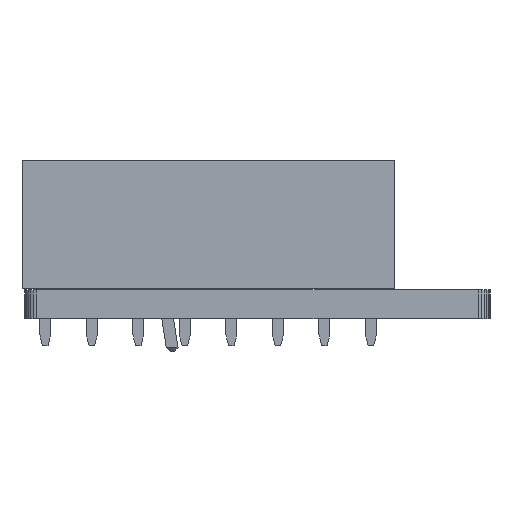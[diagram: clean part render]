
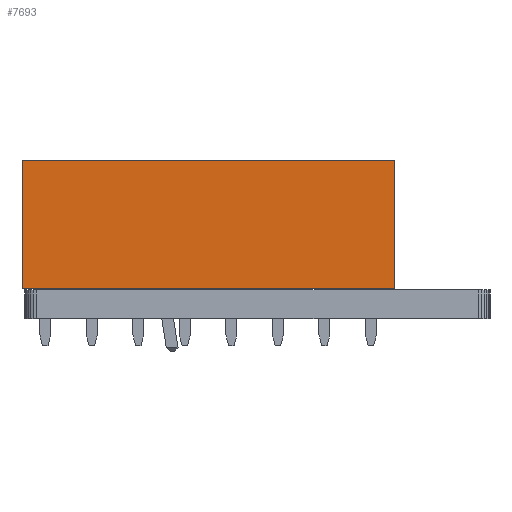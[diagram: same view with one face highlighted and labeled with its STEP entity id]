
A CAD part, front view. The second image highlights one B-rep face of the part: STEP entity #7693.
In plain terms, the highlighted face is planar.
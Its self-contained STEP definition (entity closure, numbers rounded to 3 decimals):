
#7693 = ADVANCED_FACE('',(#7694),#7708,.F.);
#7694 = FACE_BOUND('',#7695,.F.);
#7695 = EDGE_LOOP('',(#7696,#7731,#7759,#7787));
#7696 = ORIENTED_EDGE('',*,*,#7697,.T.);
#7697 = EDGE_CURVE('',#7698,#7700,#7702,.T.);
#7698 = VERTEX_POINT('',#7699);
#7699 = CARTESIAN_POINT('',(1.27,-19.05,0.));
#7700 = VERTEX_POINT('',#7701);
#7701 = CARTESIAN_POINT('',(1.27,-19.05,7.));
#7702 = SURFACE_CURVE('',#7703,(#7707,#7719),.PCURVE_S1.);
#7703 = LINE('',#7704,#7705);
#7704 = CARTESIAN_POINT('',(1.27,-19.05,0.));
#7705 = VECTOR('',#7706,1.);
#7706 = DIRECTION('',(0.,0.,1.));
#7707 = PCURVE('',#7708,#7713);
#7708 = PLANE('',#7709);
#7709 = AXIS2_PLACEMENT_3D('',#7710,#7711,#7712);
#7710 = CARTESIAN_POINT('',(1.27,-19.05,0.));
#7711 = DIRECTION('',(-1.,0.,0.));
#7712 = DIRECTION('',(0.,1.,0.));
#7713 = DEFINITIONAL_REPRESENTATION('',(#7714),#7718);
#7714 = LINE('',#7715,#7716);
#7715 = CARTESIAN_POINT('',(0.,0.));
#7716 = VECTOR('',#7717,1.);
#7717 = DIRECTION('',(0.,-1.));
#7718 = ( GEOMETRIC_REPRESENTATION_CONTEXT(2) 
PARAMETRIC_REPRESENTATION_CONTEXT() REPRESENTATION_CONTEXT('2D SPACE',''
  ) );
#7719 = PCURVE('',#7720,#7725);
#7720 = PLANE('',#7721);
#7721 = AXIS2_PLACEMENT_3D('',#7722,#7723,#7724);
#7722 = CARTESIAN_POINT('',(-1.27,-19.05,0.));
#7723 = DIRECTION('',(0.,1.,0.));
#7724 = DIRECTION('',(1.,0.,0.));
#7725 = DEFINITIONAL_REPRESENTATION('',(#7726),#7730);
#7726 = LINE('',#7727,#7728);
#7727 = CARTESIAN_POINT('',(2.54,0.));
#7728 = VECTOR('',#7729,1.);
#7729 = DIRECTION('',(0.,-1.));
#7730 = ( GEOMETRIC_REPRESENTATION_CONTEXT(2) 
PARAMETRIC_REPRESENTATION_CONTEXT() REPRESENTATION_CONTEXT('2D SPACE',''
  ) );
#7731 = ORIENTED_EDGE('',*,*,#7732,.T.);
#7732 = EDGE_CURVE('',#7700,#7733,#7735,.T.);
#7733 = VERTEX_POINT('',#7734);
#7734 = CARTESIAN_POINT('',(1.27,1.27,7.));
#7735 = SURFACE_CURVE('',#7736,(#7740,#7747),.PCURVE_S1.);
#7736 = LINE('',#7737,#7738);
#7737 = CARTESIAN_POINT('',(1.27,-19.05,7.));
#7738 = VECTOR('',#7739,1.);
#7739 = DIRECTION('',(0.,1.,0.));
#7740 = PCURVE('',#7708,#7741);
#7741 = DEFINITIONAL_REPRESENTATION('',(#7742),#7746);
#7742 = LINE('',#7743,#7744);
#7743 = CARTESIAN_POINT('',(0.,-7.));
#7744 = VECTOR('',#7745,1.);
#7745 = DIRECTION('',(1.,0.));
#7746 = ( GEOMETRIC_REPRESENTATION_CONTEXT(2) 
PARAMETRIC_REPRESENTATION_CONTEXT() REPRESENTATION_CONTEXT('2D SPACE',''
  ) );
#7747 = PCURVE('',#7748,#7753);
#7748 = PLANE('',#7749);
#7749 = AXIS2_PLACEMENT_3D('',#7750,#7751,#7752);
#7750 = CARTESIAN_POINT('',(1.27,-19.05,7.));
#7751 = DIRECTION('',(-0.,0.,-1.));
#7752 = DIRECTION('',(0.,-1.,-0.));
#7753 = DEFINITIONAL_REPRESENTATION('',(#7754),#7758);
#7754 = LINE('',#7755,#7756);
#7755 = CARTESIAN_POINT('',(0.,0.));
#7756 = VECTOR('',#7757,1.);
#7757 = DIRECTION('',(-1.,0.));
#7758 = ( GEOMETRIC_REPRESENTATION_CONTEXT(2) 
PARAMETRIC_REPRESENTATION_CONTEXT() REPRESENTATION_CONTEXT('2D SPACE',''
  ) );
#7759 = ORIENTED_EDGE('',*,*,#7760,.F.);
#7760 = EDGE_CURVE('',#7761,#7733,#7763,.T.);
#7761 = VERTEX_POINT('',#7762);
#7762 = CARTESIAN_POINT('',(1.27,1.27,0.));
#7763 = SURFACE_CURVE('',#7764,(#7768,#7775),.PCURVE_S1.);
#7764 = LINE('',#7765,#7766);
#7765 = CARTESIAN_POINT('',(1.27,1.27,0.));
#7766 = VECTOR('',#7767,1.);
#7767 = DIRECTION('',(0.,0.,1.));
#7768 = PCURVE('',#7708,#7769);
#7769 = DEFINITIONAL_REPRESENTATION('',(#7770),#7774);
#7770 = LINE('',#7771,#7772);
#7771 = CARTESIAN_POINT('',(20.32,0.));
#7772 = VECTOR('',#7773,1.);
#7773 = DIRECTION('',(0.,-1.));
#7774 = ( GEOMETRIC_REPRESENTATION_CONTEXT(2) 
PARAMETRIC_REPRESENTATION_CONTEXT() REPRESENTATION_CONTEXT('2D SPACE',''
  ) );
#7775 = PCURVE('',#7776,#7781);
#7776 = PLANE('',#7777);
#7777 = AXIS2_PLACEMENT_3D('',#7778,#7779,#7780);
#7778 = CARTESIAN_POINT('',(1.27,1.27,0.));
#7779 = DIRECTION('',(0.,-1.,0.));
#7780 = DIRECTION('',(-1.,0.,0.));
#7781 = DEFINITIONAL_REPRESENTATION('',(#7782),#7786);
#7782 = LINE('',#7783,#7784);
#7783 = CARTESIAN_POINT('',(0.,0.));
#7784 = VECTOR('',#7785,1.);
#7785 = DIRECTION('',(0.,-1.));
#7786 = ( GEOMETRIC_REPRESENTATION_CONTEXT(2) 
PARAMETRIC_REPRESENTATION_CONTEXT() REPRESENTATION_CONTEXT('2D SPACE',''
  ) );
#7787 = ORIENTED_EDGE('',*,*,#7788,.F.);
#7788 = EDGE_CURVE('',#7698,#7761,#7789,.T.);
#7789 = SURFACE_CURVE('',#7790,(#7794,#7801),.PCURVE_S1.);
#7790 = LINE('',#7791,#7792);
#7791 = CARTESIAN_POINT('',(1.27,-19.05,0.));
#7792 = VECTOR('',#7793,1.);
#7793 = DIRECTION('',(0.,1.,0.));
#7794 = PCURVE('',#7708,#7795);
#7795 = DEFINITIONAL_REPRESENTATION('',(#7796),#7800);
#7796 = LINE('',#7797,#7798);
#7797 = CARTESIAN_POINT('',(0.,0.));
#7798 = VECTOR('',#7799,1.);
#7799 = DIRECTION('',(1.,0.));
#7800 = ( GEOMETRIC_REPRESENTATION_CONTEXT(2) 
PARAMETRIC_REPRESENTATION_CONTEXT() REPRESENTATION_CONTEXT('2D SPACE',''
  ) );
#7801 = PCURVE('',#7802,#7807);
#7802 = PLANE('',#7803);
#7803 = AXIS2_PLACEMENT_3D('',#7804,#7805,#7806);
#7804 = CARTESIAN_POINT('',(1.27,-19.05,0.));
#7805 = DIRECTION('',(-0.,0.,-1.));
#7806 = DIRECTION('',(0.,-1.,-0.));
#7807 = DEFINITIONAL_REPRESENTATION('',(#7808),#7812);
#7808 = LINE('',#7809,#7810);
#7809 = CARTESIAN_POINT('',(0.,0.));
#7810 = VECTOR('',#7811,1.);
#7811 = DIRECTION('',(-1.,0.));
#7812 = ( GEOMETRIC_REPRESENTATION_CONTEXT(2) 
PARAMETRIC_REPRESENTATION_CONTEXT() REPRESENTATION_CONTEXT('2D SPACE',''
  ) );
